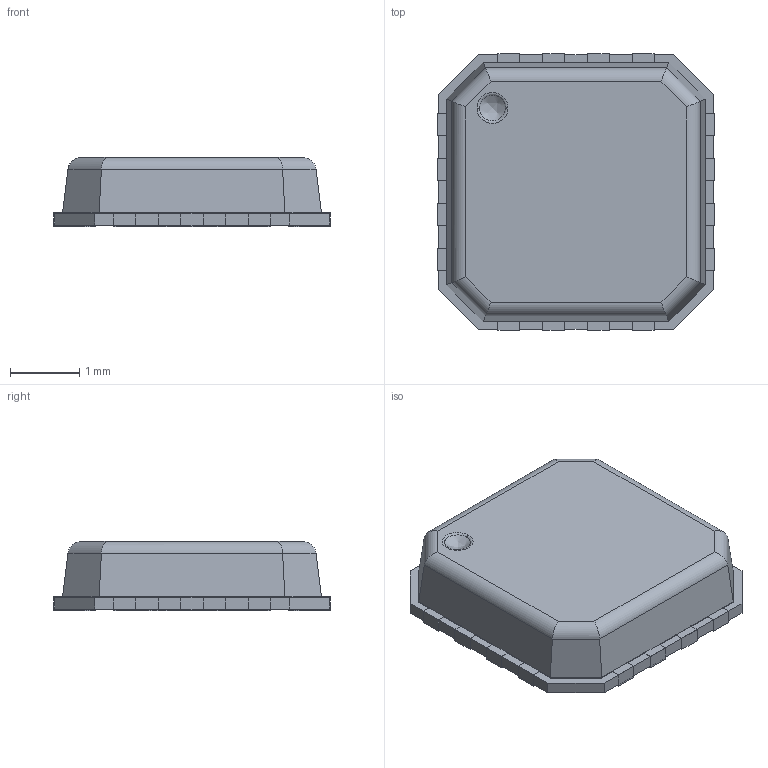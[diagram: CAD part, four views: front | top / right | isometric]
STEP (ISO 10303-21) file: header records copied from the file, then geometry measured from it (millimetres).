
FILE_DESCRIPTION (( 'STEP AP214' ), '1' );
FILE_NAME ('User Library-LFCSP-16-1.STEP', '2016-03-04T13:52:17', ( 'Windows User' ), ( '' ), 'SwSTEP 2.0', 'SolidWorks 2016', '' );
FILE_SCHEMA (( 'AUTOMOTIVE_DESIGN' ));
Length unit declared in the file: millimetre
Products named in the file (4): User Library-LFCSP-16-1; User Library-LFCSP-16-1_LFCSP_16018; User Library-LFCSP-16-1_Fillet001; User Library-LFCSP-16-1_Fusion
Assembly tree (3 placements, depth 2):
  User Library-LFCSP-16-1
    User Library-LFCSP-16-1_Fusion
    User Library-LFCSP-16-1_Fillet001
    User Library-LFCSP-16-1_LFCSP_16018
Bounding box: 4 x 4 x 1 mm (x, y, z)
Volume: 14.2 mm3; surface area: 88.7 mm2
Topology: 19 solids, 19 shells, 175 faces, 392 edges, 256 vertices
Faces by surface type: plane 131, cylinder 41, bspline 3
Entity records: 7192 total; most frequent: CARTESIAN_POINT 1044, DIRECTION 800, ORIENTED_EDGE 784, EDGE_CURVE 392, VECTOR 312, LINE 312, VERTEX_POINT 256, AXIS2_PLACEMENT_3D 244
